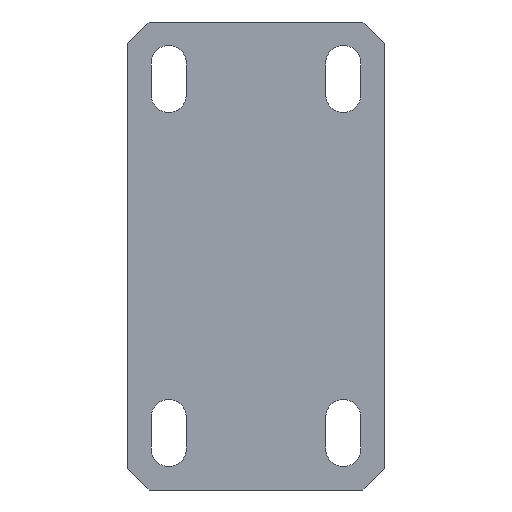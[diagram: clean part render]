
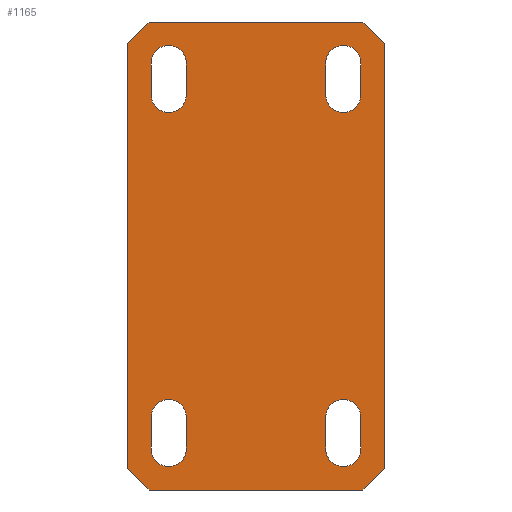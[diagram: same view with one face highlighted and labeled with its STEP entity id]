
A CAD part, front view. The second image highlights one B-rep face of the part: STEP entity #1165.
In plain terms, the highlighted planar face has unit normal (0, -1, 0).
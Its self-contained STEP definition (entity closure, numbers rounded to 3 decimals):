
#31=FACE_BOUND('',#208,.T.);
#32=FACE_BOUND('',#209,.T.);
#33=FACE_BOUND('',#210,.T.);
#34=FACE_BOUND('',#211,.T.);
#50=CIRCLE('',#1244,1.65);
#51=CIRCLE('',#1247,1.65);
#52=CIRCLE('',#1250,1.65);
#53=CIRCLE('',#1253,1.65);
#54=CIRCLE('',#1256,1.65);
#55=CIRCLE('',#1259,1.65);
#56=CIRCLE('',#1262,1.65);
#57=CIRCLE('',#1265,1.65);
#136=FACE_OUTER_BOUND('',#207,.T.);
#207=EDGE_LOOP('',(#1031,#1032,#1033,#1034,#1035,#1036,#1037,#1038));
#208=EDGE_LOOP('',(#1039,#1040,#1041,#1042));
#209=EDGE_LOOP('',(#1043,#1044,#1045,#1046));
#210=EDGE_LOOP('',(#1047,#1048,#1049,#1050));
#211=EDGE_LOOP('',(#1051,#1052,#1053,#1054));
#258=LINE('',#1689,#387);
#276=LINE('',#1740,#405);
#278=LINE('',#1744,#407);
#281=LINE('',#1750,#410);
#283=LINE('',#1754,#412);
#285=LINE('',#1758,#414);
#311=LINE('',#1900,#440);
#316=LINE('',#1913,#445);
#320=LINE('',#1922,#449);
#322=LINE('',#1929,#451);
#326=LINE('',#1938,#455);
#328=LINE('',#1945,#457);
#332=LINE('',#1954,#461);
#334=LINE('',#1961,#463);
#338=LINE('',#1970,#467);
#340=LINE('',#1975,#469);
#387=VECTOR('',#1366,10.);
#405=VECTOR('',#1404,10.);
#407=VECTOR('',#1408,10.);
#410=VECTOR('',#1413,10.);
#412=VECTOR('',#1417,10.);
#414=VECTOR('',#1421,10.);
#440=VECTOR('',#1483,10.);
#445=VECTOR('',#1500,10.);
#449=VECTOR('',#1510,10.);
#451=VECTOR('',#1518,10.);
#455=VECTOR('',#1528,10.);
#457=VECTOR('',#1536,10.);
#461=VECTOR('',#1546,10.);
#463=VECTOR('',#1554,10.);
#467=VECTOR('',#1564,10.);
#469=VECTOR('',#1572,10.);
#510=VERTEX_POINT('',#1686);
#511=VERTEX_POINT('',#1688);
#534=VERTEX_POINT('',#1739);
#535=VERTEX_POINT('',#1743);
#536=VERTEX_POINT('',#1747);
#537=VERTEX_POINT('',#1749);
#538=VERTEX_POINT('',#1753);
#539=VERTEX_POINT('',#1757);
#556=VERTEX_POINT('',#1911);
#557=VERTEX_POINT('',#1912);
#558=VERTEX_POINT('',#1917);
#559=VERTEX_POINT('',#1921);
#560=VERTEX_POINT('',#1927);
#561=VERTEX_POINT('',#1928);
#562=VERTEX_POINT('',#1933);
#563=VERTEX_POINT('',#1937);
#564=VERTEX_POINT('',#1943);
#565=VERTEX_POINT('',#1944);
#566=VERTEX_POINT('',#1949);
#567=VERTEX_POINT('',#1953);
#568=VERTEX_POINT('',#1959);
#569=VERTEX_POINT('',#1960);
#570=VERTEX_POINT('',#1965);
#571=VERTEX_POINT('',#1969);
#626=EDGE_CURVE('',#510,#511,#258,.T.);
#652=EDGE_CURVE('',#534,#511,#276,.T.);
#654=EDGE_CURVE('',#534,#535,#278,.T.);
#657=EDGE_CURVE('',#536,#537,#281,.T.);
#659=EDGE_CURVE('',#538,#537,#283,.T.);
#661=EDGE_CURVE('',#538,#539,#285,.T.);
#695=EDGE_CURVE('',#536,#535,#311,.T.);
#700=EDGE_CURVE('',#556,#557,#316,.T.);
#703=EDGE_CURVE('',#558,#556,#50,.T.);
#705=EDGE_CURVE('',#559,#558,#320,.T.);
#707=EDGE_CURVE('',#557,#559,#51,.T.);
#708=EDGE_CURVE('',#560,#561,#322,.T.);
#711=EDGE_CURVE('',#562,#560,#52,.T.);
#713=EDGE_CURVE('',#563,#562,#326,.T.);
#715=EDGE_CURVE('',#561,#563,#53,.T.);
#716=EDGE_CURVE('',#564,#565,#328,.T.);
#719=EDGE_CURVE('',#566,#564,#54,.T.);
#721=EDGE_CURVE('',#567,#566,#332,.T.);
#723=EDGE_CURVE('',#565,#567,#55,.T.);
#724=EDGE_CURVE('',#568,#569,#334,.T.);
#727=EDGE_CURVE('',#570,#568,#56,.T.);
#729=EDGE_CURVE('',#571,#570,#338,.T.);
#731=EDGE_CURVE('',#569,#571,#57,.T.);
#732=EDGE_CURVE('',#510,#539,#340,.T.);
#1031=ORIENTED_EDGE('',*,*,#626,.F.);
#1032=ORIENTED_EDGE('',*,*,#732,.T.);
#1033=ORIENTED_EDGE('',*,*,#661,.F.);
#1034=ORIENTED_EDGE('',*,*,#659,.T.);
#1035=ORIENTED_EDGE('',*,*,#657,.F.);
#1036=ORIENTED_EDGE('',*,*,#695,.T.);
#1037=ORIENTED_EDGE('',*,*,#654,.F.);
#1038=ORIENTED_EDGE('',*,*,#652,.T.);
#1039=ORIENTED_EDGE('',*,*,#731,.F.);
#1040=ORIENTED_EDGE('',*,*,#724,.F.);
#1041=ORIENTED_EDGE('',*,*,#727,.F.);
#1042=ORIENTED_EDGE('',*,*,#729,.F.);
#1043=ORIENTED_EDGE('',*,*,#723,.F.);
#1044=ORIENTED_EDGE('',*,*,#716,.F.);
#1045=ORIENTED_EDGE('',*,*,#719,.F.);
#1046=ORIENTED_EDGE('',*,*,#721,.F.);
#1047=ORIENTED_EDGE('',*,*,#715,.F.);
#1048=ORIENTED_EDGE('',*,*,#708,.F.);
#1049=ORIENTED_EDGE('',*,*,#711,.F.);
#1050=ORIENTED_EDGE('',*,*,#713,.F.);
#1051=ORIENTED_EDGE('',*,*,#707,.F.);
#1052=ORIENTED_EDGE('',*,*,#700,.F.);
#1053=ORIENTED_EDGE('',*,*,#703,.F.);
#1054=ORIENTED_EDGE('',*,*,#705,.F.);
#1102=PLANE('',#1267);
#1165=ADVANCED_FACE('',(#136,#31,#32,#33,#34),#1102,.F.);
#1244=AXIS2_PLACEMENT_3D('',#1918,#1505,#1506);
#1247=AXIS2_PLACEMENT_3D('',#1925,#1514,#1515);
#1250=AXIS2_PLACEMENT_3D('',#1934,#1523,#1524);
#1253=AXIS2_PLACEMENT_3D('',#1941,#1532,#1533);
#1256=AXIS2_PLACEMENT_3D('',#1950,#1541,#1542);
#1259=AXIS2_PLACEMENT_3D('',#1957,#1550,#1551);
#1262=AXIS2_PLACEMENT_3D('',#1966,#1559,#1560);
#1265=AXIS2_PLACEMENT_3D('',#1973,#1568,#1569);
#1267=AXIS2_PLACEMENT_3D('',#1976,#1573,#1574);
#1366=DIRECTION('',(-0.707,0.,-0.707));
#1404=DIRECTION('',(1.,0.,0.));
#1408=DIRECTION('',(-0.707,0.,0.707));
#1413=DIRECTION('',(0.707,0.,0.707));
#1417=DIRECTION('',(-1.,0.,0.));
#1421=DIRECTION('',(0.707,0.,-0.707));
#1483=DIRECTION('',(0.,0.,-1.));
#1500=DIRECTION('',(0.,0.,1.));
#1505=DIRECTION('center_axis',(0.,-1.,0.));
#1506=DIRECTION('ref_axis',(1.,0.,0.));
#1510=DIRECTION('',(0.,0.,-1.));
#1514=DIRECTION('center_axis',(0.,-1.,0.));
#1515=DIRECTION('ref_axis',(-1.,0.,0.));
#1518=DIRECTION('',(0.,0.,-1.));
#1523=DIRECTION('center_axis',(0.,-1.,0.));
#1524=DIRECTION('ref_axis',(-1.,0.,0.));
#1528=DIRECTION('',(0.,0.,1.));
#1532=DIRECTION('center_axis',(0.,-1.,0.));
#1533=DIRECTION('ref_axis',(1.,0.,0.));
#1536=DIRECTION('',(0.,0.,-1.));
#1541=DIRECTION('center_axis',(0.,-1.,0.));
#1542=DIRECTION('ref_axis',(-1.,0.,0.));
#1546=DIRECTION('',(0.,0.,1.));
#1550=DIRECTION('center_axis',(0.,-1.,0.));
#1551=DIRECTION('ref_axis',(1.,0.,0.));
#1554=DIRECTION('',(0.,0.,-1.));
#1559=DIRECTION('center_axis',(0.,-1.,0.));
#1560=DIRECTION('ref_axis',(-1.,0.,0.));
#1564=DIRECTION('',(0.,0.,1.));
#1568=DIRECTION('center_axis',(0.,-1.,0.));
#1569=DIRECTION('ref_axis',(1.,0.,0.));
#1572=DIRECTION('',(0.,0.,1.));
#1573=DIRECTION('center_axis',(0.,1.,0.));
#1574=DIRECTION('ref_axis',(1.,0.,0.));
#1686=CARTESIAN_POINT('',(722.459,59.8,-584.3));
#1688=CARTESIAN_POINT('',(720.459,59.8,-586.3));
#1689=CARTESIAN_POINT('',(723.944,59.8,-582.815));
#1739=CARTESIAN_POINT('',(700.341,59.8,-586.3));
#1740=CARTESIAN_POINT('',(698.341,59.8,-586.3));
#1743=CARTESIAN_POINT('',(698.341,59.8,-584.3));
#1744=CARTESIAN_POINT('',(696.856,59.8,-582.815));
#1747=CARTESIAN_POINT('',(698.341,59.8,-544.3));
#1749=CARTESIAN_POINT('',(700.341,59.8,-542.3));
#1750=CARTESIAN_POINT('',(696.856,59.8,-545.785));
#1753=CARTESIAN_POINT('',(720.459,59.8,-542.3));
#1754=CARTESIAN_POINT('',(722.459,59.8,-542.3));
#1757=CARTESIAN_POINT('',(722.459,59.8,-544.3));
#1758=CARTESIAN_POINT('',(723.944,59.8,-545.785));
#1900=CARTESIAN_POINT('',(698.341,59.8,-542.3));
#1911=CARTESIAN_POINT('',(720.259,59.8,-549.15));
#1912=CARTESIAN_POINT('',(720.259,59.8,-546.15));
#1913=CARTESIAN_POINT('',(720.259,59.8,-546.15));
#1917=CARTESIAN_POINT('',(716.959,59.8,-549.15));
#1918=CARTESIAN_POINT('Origin',(718.609,59.8,-549.15));
#1921=CARTESIAN_POINT('',(716.959,59.8,-546.15));
#1922=CARTESIAN_POINT('',(716.959,59.8,-549.15));
#1925=CARTESIAN_POINT('Origin',(718.609,59.8,-546.15));
#1927=CARTESIAN_POINT('',(700.541,59.8,-579.45));
#1928=CARTESIAN_POINT('',(700.541,59.8,-582.45));
#1929=CARTESIAN_POINT('',(700.541,59.8,-582.45));
#1933=CARTESIAN_POINT('',(703.841,59.8,-579.45));
#1934=CARTESIAN_POINT('Origin',(702.191,59.8,-579.45));
#1937=CARTESIAN_POINT('',(703.841,59.8,-582.45));
#1938=CARTESIAN_POINT('',(703.841,59.8,-579.45));
#1941=CARTESIAN_POINT('Origin',(702.191,59.8,-582.45));
#1943=CARTESIAN_POINT('',(700.541,59.8,-546.15));
#1944=CARTESIAN_POINT('',(700.541,59.8,-549.15));
#1945=CARTESIAN_POINT('',(700.541,59.8,-549.15));
#1949=CARTESIAN_POINT('',(703.841,59.8,-546.15));
#1950=CARTESIAN_POINT('Origin',(702.191,59.8,-546.15));
#1953=CARTESIAN_POINT('',(703.841,59.8,-549.15));
#1954=CARTESIAN_POINT('',(703.841,59.8,-546.15));
#1957=CARTESIAN_POINT('Origin',(702.191,59.8,-549.15));
#1959=CARTESIAN_POINT('',(716.959,59.8,-579.45));
#1960=CARTESIAN_POINT('',(716.959,59.8,-582.45));
#1961=CARTESIAN_POINT('',(716.959,59.8,-582.45));
#1965=CARTESIAN_POINT('',(720.259,59.8,-579.45));
#1966=CARTESIAN_POINT('Origin',(718.609,59.8,-579.45));
#1969=CARTESIAN_POINT('',(720.259,59.8,-582.45));
#1970=CARTESIAN_POINT('',(720.259,59.8,-579.45));
#1973=CARTESIAN_POINT('Origin',(718.609,59.8,-582.45));
#1975=CARTESIAN_POINT('',(722.459,59.8,-586.3));
#1976=CARTESIAN_POINT('Origin',(710.4,59.8,-564.3));
